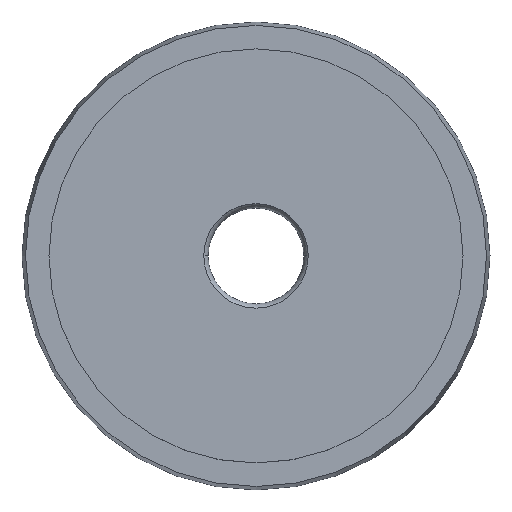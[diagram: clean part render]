
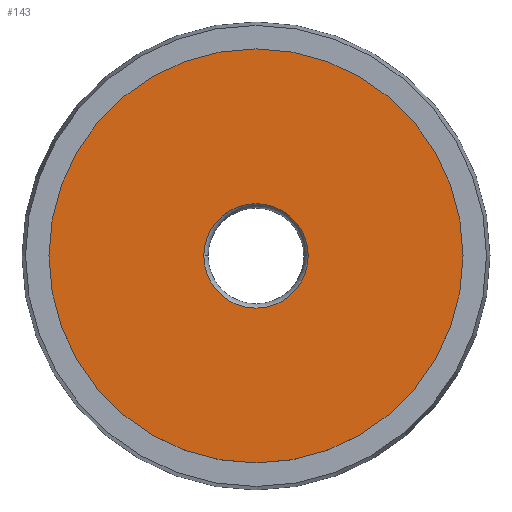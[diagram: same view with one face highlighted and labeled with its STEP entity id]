
A CAD part, top view. The second image highlights one B-rep face of the part: STEP entity #143.
In plain terms, the highlighted planar face has unit normal (0, 0, 1).
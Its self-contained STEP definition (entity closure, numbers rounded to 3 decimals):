
#1 = VERTEX_POINT ( 'NONE', #298 ) ;
#18 = ORIENTED_EDGE ( 'NONE', *, *, #619, .T. ) ;
#22 = FACE_BOUND ( 'NONE', #294, .T. ) ;
#27 = CARTESIAN_POINT ( 'NONE',  ( 11.9, 0., 0. ) ) ;
#32 = EDGE_LOOP ( 'NONE', ( #119, #18 ) ) ;
#53 = CARTESIAN_POINT ( 'NONE',  ( -11.9, 0., 0. ) ) ;
#56 = CIRCLE ( 'NONE', #455, 3. ) ;
#62 = DIRECTION ( 'NONE',  ( 0., 0., 1. ) ) ;
#76 = DIRECTION ( 'NONE',  ( -1., 0., 0. ) ) ;
#115 = DIRECTION ( 'NONE',  ( 1., 0., 0. ) ) ;
#119 = ORIENTED_EDGE ( 'NONE', *, *, #484, .T. ) ;
#126 = DIRECTION ( 'NONE',  ( 0., 0., 1. ) ) ;
#128 = PLANE ( 'NONE',  #514 ) ;
#131 = DIRECTION ( 'NONE',  ( 0., 0., 1. ) ) ;
#143 = ADVANCED_FACE ( 'NONE', ( #22, #536 ), #128, .F. ) ;
#146 = DIRECTION ( 'NONE',  ( 1., 0., 0. ) ) ;
#182 = DIRECTION ( 'NONE',  ( 1., 0., 0. ) ) ;
#187 = AXIS2_PLACEMENT_3D ( 'NONE', #214, #126, #352 ) ;
#195 = DIRECTION ( 'NONE',  ( 0., 0., 1. ) ) ;
#214 = CARTESIAN_POINT ( 'NONE',  ( 0., 0., 0. ) ) ;
#222 = CARTESIAN_POINT ( 'NONE',  ( 0., 0., 0. ) ) ;
#274 = VERTEX_POINT ( 'NONE', #53 ) ;
#275 = CARTESIAN_POINT ( 'NONE',  ( 0., 0., 0. ) ) ;
#294 = EDGE_LOOP ( 'NONE', ( #612, #482 ) ) ;
#298 = CARTESIAN_POINT ( 'NONE',  ( 3., 0., 0. ) ) ;
#299 = CARTESIAN_POINT ( 'NONE',  ( 0., 0., 0. ) ) ;
#303 = EDGE_CURVE ( 'NONE', #576, #1, #56, .T. ) ;
#352 = DIRECTION ( 'NONE',  ( 1., 0., 0. ) ) ;
#364 = CARTESIAN_POINT ( 'NONE',  ( -3., 0., 0. ) ) ;
#408 = EDGE_CURVE ( 'NONE', #1, #576, #510, .T. ) ;
#427 = CARTESIAN_POINT ( 'NONE',  ( 0., 0., 0. ) ) ;
#455 = AXIS2_PLACEMENT_3D ( 'NONE', #299, #62, #115 ) ;
#462 = VERTEX_POINT ( 'NONE', #27 ) ;
#482 = ORIENTED_EDGE ( 'NONE', *, *, #303, .F. ) ;
#484 = EDGE_CURVE ( 'NONE', #462, #274, #560, .T. ) ;
#510 = CIRCLE ( 'NONE', #602, 3. ) ;
#514 = AXIS2_PLACEMENT_3D ( 'NONE', #222, #523, #76 ) ;
#523 = DIRECTION ( 'NONE',  ( 0., 0., -1. ) ) ;
#536 = FACE_OUTER_BOUND ( 'NONE', #32, .T. ) ;
#560 = CIRCLE ( 'NONE', #599, 11.9 ) ;
#576 = VERTEX_POINT ( 'NONE', #364 ) ;
#599 = AXIS2_PLACEMENT_3D ( 'NONE', #427, #195, #146 ) ;
#602 = AXIS2_PLACEMENT_3D ( 'NONE', #275, #131, #182 ) ;
#611 = CIRCLE ( 'NONE', #187, 11.9 ) ;
#612 = ORIENTED_EDGE ( 'NONE', *, *, #408, .F. ) ;
#619 = EDGE_CURVE ( 'NONE', #274, #462, #611, .T. ) ;
